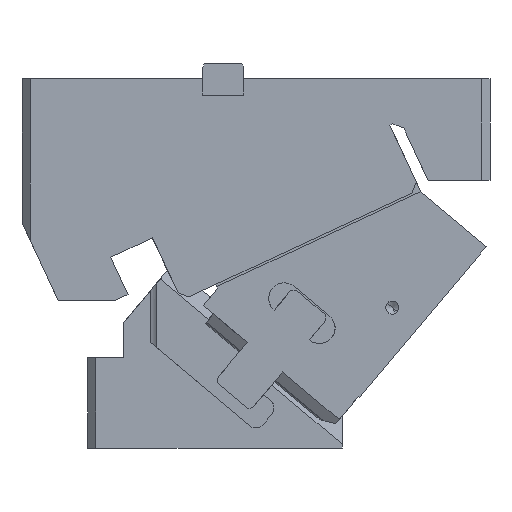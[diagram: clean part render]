
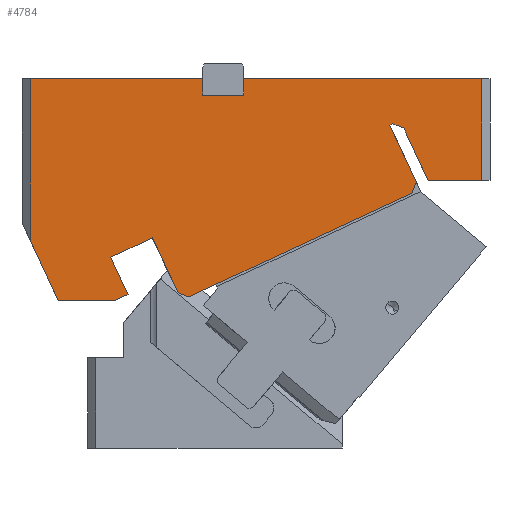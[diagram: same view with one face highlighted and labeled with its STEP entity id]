
A CAD part, front view. The second image highlights one B-rep face of the part: STEP entity #4784.
In plain terms, the highlighted planar face has unit normal (0, -1, 0).
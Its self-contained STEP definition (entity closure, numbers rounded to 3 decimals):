
#143=CARTESIAN_POINT('Vertex',(-148.338,-42.5,27.068)) ;
#171=CARTESIAN_POINT('Vertex',(-12.391,-42.5,90.461)) ;
#174=CARTESIAN_POINT('Line Origine',(-80.365,-42.5,58.765)) ;
#204=CARTESIAN_POINT('Vertex',(-9.973,-42.5,97.106)) ;
#207=CARTESIAN_POINT('Line Origine',(-11.182,-42.5,93.783)) ;
#232=CARTESIAN_POINT('Line Origine',(-151.66,-42.5,28.278)) ;
#236=CARTESIAN_POINT('Vertex',(-154.982,-42.5,29.487)) ;
#310=CARTESIAN_POINT('Vertex',(-115.,-42.5,160.)) ;
#313=CARTESIAN_POINT('Line Origine',(-42.5,-42.5,160.)) ;
#317=CARTESIAN_POINT('Vertex',(30.,-42.5,160.)) ;
#570=CARTESIAN_POINT('Vertex',(30.,-42.5,98.)) ;
#573=CARTESIAN_POINT('Line Origine',(30.,-42.5,129.)) ;
#596=CARTESIAN_POINT('Vertex',(-115.,-42.5,150.)) ;
#599=CARTESIAN_POINT('Line Origine',(-115.,-42.5,155.)) ;
#884=CARTESIAN_POINT('Vertex',(-24.22,-42.5,132.391)) ;
#887=CARTESIAN_POINT('Line Origine',(-25.126,-42.5,131.968)) ;
#891=CARTESIAN_POINT('Vertex',(-26.033,-42.5,131.545)) ;
#1034=CARTESIAN_POINT('Vertex',(-17.575,-42.5,129.972)) ;
#1037=CARTESIAN_POINT('Line Origine',(-20.898,-42.5,131.181)) ;
#1067=CARTESIAN_POINT('Vertex',(-2.666,-42.5,98.)) ;
#1070=CARTESIAN_POINT('Line Origine',(-10.121,-42.5,113.986)) ;
#1176=CARTESIAN_POINT('Line Origine',(13.667,-42.5,98.)) ;
#1306=CARTESIAN_POINT('Vertex',(-245.,-42.5,160.)) ;
#1309=CARTESIAN_POINT('Line Origine',(-192.5,-42.5,160.)) ;
#1313=CARTESIAN_POINT('Vertex',(-140.,-42.5,160.)) ;
#1540=CARTESIAN_POINT('Vertex',(-227.92,-42.5,25.)) ;
#1543=CARTESIAN_POINT('Line Origine',(-236.46,-42.5,43.314)) ;
#1547=CARTESIAN_POINT('Vertex',(-245.,-42.5,61.629)) ;
#1790=CARTESIAN_POINT('Vertex',(-192.999,-42.5,25.)) ;
#1793=CARTESIAN_POINT('Line Origine',(-210.459,-42.5,25.)) ;
#1857=CARTESIAN_POINT('Line Origine',(-190.713,-42.5,39.858)) ;
#1861=CARTESIAN_POINT('Vertex',(-185.43,-42.5,28.529)) ;
#1863=CARTESIAN_POINT('Vertex',(-195.996,-42.5,51.187)) ;
#1929=CARTESIAN_POINT('Vertex',(-170.619,-42.5,63.02)) ;
#1932=CARTESIAN_POINT('Line Origine',(-183.307,-42.5,57.104)) ;
#2003=CARTESIAN_POINT('Vertex',(-140.,-42.5,150.)) ;
#2006=CARTESIAN_POINT('Line Origine',(-127.5,-42.5,150.)) ;
#2023=CARTESIAN_POINT('Line Origine',(-140.,-42.5,155.)) ;
#2040=CARTESIAN_POINT('Line Origine',(-245.,-42.5,110.814)) ;
#2057=CARTESIAN_POINT('Line Origine',(-189.214,-42.5,26.765)) ;
#4746=CARTESIAN_POINT('Axis2P3D Location',(-250.,-42.5,160.)) ;
#4751=CARTESIAN_POINT('Line Origine',(-162.801,-42.5,46.253)) ;
#4756=CARTESIAN_POINT('Line Origine',(-18.003,-42.5,114.326)) ;
#175=DIRECTION('Vector Direction',(0.906,0.,0.423)) ;
#208=DIRECTION('Vector Direction',(0.342,0.,0.94)) ;
#233=DIRECTION('Vector Direction',(0.94,0.,-0.342)) ;
#314=DIRECTION('Vector Direction',(-1.,0.,0.)) ;
#574=DIRECTION('Vector Direction',(0.,0.,1.)) ;
#600=DIRECTION('Vector Direction',(0.,0.,1.)) ;
#888=DIRECTION('Vector Direction',(0.906,0.,0.423)) ;
#1038=DIRECTION('Vector Direction',(0.94,0.,-0.342)) ;
#1071=DIRECTION('Vector Direction',(0.423,0.,-0.906)) ;
#1177=DIRECTION('Vector Direction',(1.,0.,0.)) ;
#1310=DIRECTION('Vector Direction',(-1.,0.,0.)) ;
#1544=DIRECTION('Vector Direction',(-0.423,0.,0.906)) ;
#1794=DIRECTION('Vector Direction',(1.,0.,0.)) ;
#1858=DIRECTION('Vector Direction',(-0.423,0.,0.906)) ;
#1933=DIRECTION('Vector Direction',(0.906,0.,0.423)) ;
#2007=DIRECTION('Vector Direction',(1.,0.,0.)) ;
#2024=DIRECTION('Vector Direction',(0.,0.,1.)) ;
#2041=DIRECTION('Vector Direction',(0.,0.,-1.)) ;
#2058=DIRECTION('Vector Direction',(-0.906,0.,-0.423)) ;
#4747=DIRECTION('Axis2P3D Direction',(0.,-1.,0.)) ;
#4748=DIRECTION('Axis2P3D XDirection',(1.,0.,0.)) ;
#4752=DIRECTION('Vector Direction',(-0.423,0.,0.906)) ;
#4757=DIRECTION('Vector Direction',(-0.423,0.,0.906)) ;
#4749=AXIS2_PLACEMENT_3D('Plane Axis2P3D',#4746,#4747,#4748) ;
#4762=ORIENTED_EDGE('',*,*,#4755,.F.) ;
#4763=ORIENTED_EDGE('',*,*,#238,.T.) ;
#4764=ORIENTED_EDGE('',*,*,#178,.T.) ;
#4765=ORIENTED_EDGE('',*,*,#211,.T.) ;
#4766=ORIENTED_EDGE('',*,*,#4760,.T.) ;
#4767=ORIENTED_EDGE('',*,*,#893,.T.) ;
#4768=ORIENTED_EDGE('',*,*,#1041,.T.) ;
#4769=ORIENTED_EDGE('',*,*,#1074,.T.) ;
#4770=ORIENTED_EDGE('',*,*,#1180,.T.) ;
#4771=ORIENTED_EDGE('',*,*,#577,.T.) ;
#4772=ORIENTED_EDGE('',*,*,#319,.T.) ;
#4773=ORIENTED_EDGE('',*,*,#603,.F.) ;
#4774=ORIENTED_EDGE('',*,*,#2010,.F.) ;
#4775=ORIENTED_EDGE('',*,*,#2027,.T.) ;
#4776=ORIENTED_EDGE('',*,*,#1315,.T.) ;
#4777=ORIENTED_EDGE('',*,*,#2044,.T.) ;
#4778=ORIENTED_EDGE('',*,*,#1549,.F.) ;
#4779=ORIENTED_EDGE('',*,*,#1797,.T.) ;
#4780=ORIENTED_EDGE('',*,*,#2061,.F.) ;
#4781=ORIENTED_EDGE('',*,*,#1865,.T.) ;
#4782=ORIENTED_EDGE('',*,*,#1936,.T.) ;
#176=VECTOR('Line Direction',#175,1.) ;
#209=VECTOR('Line Direction',#208,1.) ;
#234=VECTOR('Line Direction',#233,1.) ;
#315=VECTOR('Line Direction',#314,1.) ;
#575=VECTOR('Line Direction',#574,1.) ;
#601=VECTOR('Line Direction',#600,1.) ;
#889=VECTOR('Line Direction',#888,1.) ;
#1039=VECTOR('Line Direction',#1038,1.) ;
#1072=VECTOR('Line Direction',#1071,1.) ;
#1178=VECTOR('Line Direction',#1177,1.) ;
#1311=VECTOR('Line Direction',#1310,1.) ;
#1545=VECTOR('Line Direction',#1544,1.) ;
#1795=VECTOR('Line Direction',#1794,1.) ;
#1859=VECTOR('Line Direction',#1858,1.) ;
#1934=VECTOR('Line Direction',#1933,1.) ;
#2008=VECTOR('Line Direction',#2007,1.) ;
#2025=VECTOR('Line Direction',#2024,1.) ;
#2042=VECTOR('Line Direction',#2041,1.) ;
#2059=VECTOR('Line Direction',#2058,1.) ;
#4753=VECTOR('Line Direction',#4752,1.) ;
#4758=VECTOR('Line Direction',#4757,1.) ;
#4784=ADVANCED_FACE('CAM HOLDER',(#4783),#4750,.T.) ;
#178=EDGE_CURVE('',#144,#172,#177,.T.) ;
#211=EDGE_CURVE('',#172,#205,#210,.T.) ;
#238=EDGE_CURVE('',#237,#144,#235,.T.) ;
#319=EDGE_CURVE('',#318,#311,#316,.T.) ;
#577=EDGE_CURVE('',#571,#318,#576,.T.) ;
#603=EDGE_CURVE('',#597,#311,#602,.T.) ;
#893=EDGE_CURVE('',#892,#885,#890,.T.) ;
#1041=EDGE_CURVE('',#885,#1035,#1040,.T.) ;
#1074=EDGE_CURVE('',#1035,#1068,#1073,.T.) ;
#1180=EDGE_CURVE('',#1068,#571,#1179,.T.) ;
#1315=EDGE_CURVE('',#1314,#1307,#1312,.T.) ;
#1549=EDGE_CURVE('',#1541,#1548,#1546,.T.) ;
#1797=EDGE_CURVE('',#1541,#1791,#1796,.T.) ;
#1865=EDGE_CURVE('',#1862,#1864,#1860,.T.) ;
#1936=EDGE_CURVE('',#1864,#1930,#1935,.T.) ;
#2010=EDGE_CURVE('',#2004,#597,#2009,.T.) ;
#2027=EDGE_CURVE('',#2004,#1314,#2026,.T.) ;
#2044=EDGE_CURVE('',#1307,#1548,#2043,.T.) ;
#2061=EDGE_CURVE('',#1862,#1791,#2060,.T.) ;
#4755=EDGE_CURVE('',#237,#1930,#4754,.T.) ;
#4760=EDGE_CURVE('',#205,#892,#4759,.T.) ;
#4761=EDGE_LOOP('',(#4762,#4763,#4764,#4765,#4766,#4767,#4768,#4769,#4770,#4771,#4772,#4773,#4774,#4775,#4776,#4777,#4778,#4779,#4780,#4781,#4782)) ;
#4783=FACE_OUTER_BOUND('',#4761,.T.) ;
#177=LINE('Line',#174,#176) ;
#210=LINE('Line',#207,#209) ;
#235=LINE('Line',#232,#234) ;
#316=LINE('Line',#313,#315) ;
#576=LINE('Line',#573,#575) ;
#602=LINE('Line',#599,#601) ;
#890=LINE('Line',#887,#889) ;
#1040=LINE('Line',#1037,#1039) ;
#1073=LINE('Line',#1070,#1072) ;
#1179=LINE('Line',#1176,#1178) ;
#1312=LINE('Line',#1309,#1311) ;
#1546=LINE('Line',#1543,#1545) ;
#1796=LINE('Line',#1793,#1795) ;
#1860=LINE('Line',#1857,#1859) ;
#1935=LINE('Line',#1932,#1934) ;
#2009=LINE('Line',#2006,#2008) ;
#2026=LINE('Line',#2023,#2025) ;
#2043=LINE('Line',#2040,#2042) ;
#2060=LINE('Line',#2057,#2059) ;
#4754=LINE('Line',#4751,#4753) ;
#4759=LINE('Line',#4756,#4758) ;
#4750=PLANE('Plane',#4749) ;
#144=VERTEX_POINT('',#143) ;
#172=VERTEX_POINT('',#171) ;
#205=VERTEX_POINT('',#204) ;
#237=VERTEX_POINT('',#236) ;
#311=VERTEX_POINT('',#310) ;
#318=VERTEX_POINT('',#317) ;
#571=VERTEX_POINT('',#570) ;
#597=VERTEX_POINT('',#596) ;
#885=VERTEX_POINT('',#884) ;
#892=VERTEX_POINT('',#891) ;
#1035=VERTEX_POINT('',#1034) ;
#1068=VERTEX_POINT('',#1067) ;
#1307=VERTEX_POINT('',#1306) ;
#1314=VERTEX_POINT('',#1313) ;
#1541=VERTEX_POINT('',#1540) ;
#1548=VERTEX_POINT('',#1547) ;
#1791=VERTEX_POINT('',#1790) ;
#1862=VERTEX_POINT('',#1861) ;
#1864=VERTEX_POINT('',#1863) ;
#1930=VERTEX_POINT('',#1929) ;
#2004=VERTEX_POINT('',#2003) ;
